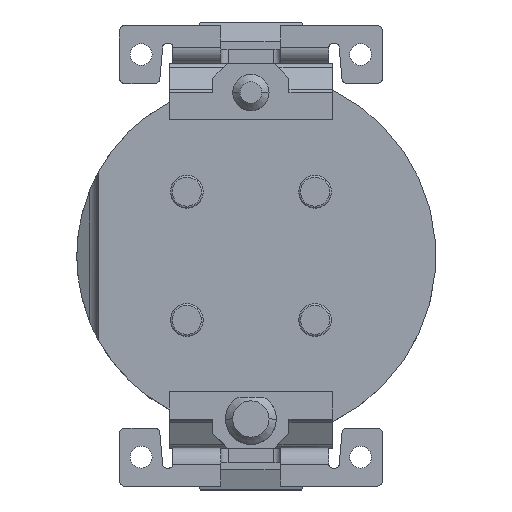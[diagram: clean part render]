
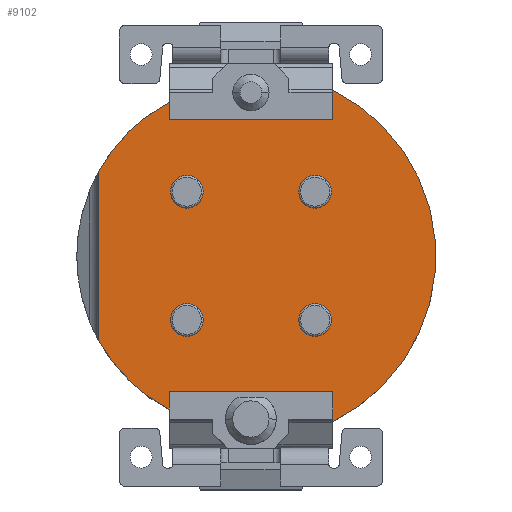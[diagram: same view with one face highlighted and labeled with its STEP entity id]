
A CAD part, top view. The second image highlights one B-rep face of the part: STEP entity #9102.
In plain terms, the highlighted planar face has unit normal (0, 0, 1).
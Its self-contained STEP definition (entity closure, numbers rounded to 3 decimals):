
#13=DIRECTION('',(0.,1.,0.));
#14=VECTOR('',#13,4.648);
#15=CARTESIAN_POINT('',(-4.2,-2.324,-1.2));
#16=LINE('',#15,#14);
#17=DIRECTION('',(0.,-1.,0.));
#18=VECTOR('',#17,0.49);
#19=CARTESIAN_POINT('',(-2.25,4.24,-1.2));
#20=LINE('',#19,#18);
#21=DIRECTION('',(1.,0.,0.));
#22=VECTOR('',#21,4.5);
#23=CARTESIAN_POINT('',(-2.25,3.75,-1.2));
#24=LINE('',#23,#22);
#25=DIRECTION('',(0.,1.,0.));
#26=VECTOR('',#25,0.827);
#27=CARTESIAN_POINT('',(2.25,3.75,-1.2));
#28=LINE('',#27,#26);
#29=DIRECTION('',(0.,1.,0.));
#30=VECTOR('',#29,0.827);
#31=CARTESIAN_POINT('',(2.25,-4.577,-1.2));
#32=LINE('',#31,#30);
#33=DIRECTION('',(-1.,0.,0.));
#34=VECTOR('',#33,4.5);
#35=CARTESIAN_POINT('',(2.25,-3.75,-1.2));
#36=LINE('',#35,#34);
#37=DIRECTION('',(0.,-1.,0.));
#38=VECTOR('',#37,0.49);
#39=CARTESIAN_POINT('',(-2.25,-3.75,-1.2));
#40=LINE('',#39,#38);
#41=CARTESIAN_POINT('',(1.768,-1.768,-1.2));
#42=DIRECTION('',(0.,0.,-1.));
#43=DIRECTION('',(-0.707,-0.707,0.));
#44=AXIS2_PLACEMENT_3D('',#41,#42,#43);
#46=CARTESIAN_POINT('',(1.768,-1.768,-1.2));
#47=DIRECTION('',(0.,0.,-1.));
#48=DIRECTION('',(0.707,0.707,0.));
#49=AXIS2_PLACEMENT_3D('',#46,#47,#48);
#51=CARTESIAN_POINT('',(-1.768,-1.768,-1.2));
#52=DIRECTION('',(0.,0.,-1.));
#53=DIRECTION('',(-0.707,-0.707,0.));
#54=AXIS2_PLACEMENT_3D('',#51,#52,#53);
#56=CARTESIAN_POINT('',(-1.768,-1.768,-1.2));
#57=DIRECTION('',(0.,0.,-1.));
#58=DIRECTION('',(0.707,0.707,0.));
#59=AXIS2_PLACEMENT_3D('',#56,#57,#58);
#61=CARTESIAN_POINT('',(-1.768,1.768,-1.2));
#62=DIRECTION('',(0.,0.,-1.));
#63=DIRECTION('',(-0.707,-0.707,0.));
#64=AXIS2_PLACEMENT_3D('',#61,#62,#63);
#66=CARTESIAN_POINT('',(-1.768,1.768,-1.2));
#67=DIRECTION('',(0.,0.,-1.));
#68=DIRECTION('',(0.707,0.707,0.));
#69=AXIS2_PLACEMENT_3D('',#66,#67,#68);
#71=CARTESIAN_POINT('',(1.768,1.768,-1.2));
#72=DIRECTION('',(0.,0.,-1.));
#73=DIRECTION('',(-0.707,-0.707,0.));
#74=AXIS2_PLACEMENT_3D('',#71,#72,#73);
#76=CARTESIAN_POINT('',(1.768,1.768,-1.2));
#77=DIRECTION('',(0.,0.,-1.));
#78=DIRECTION('',(0.707,0.707,0.));
#79=AXIS2_PLACEMENT_3D('',#76,#77,#78);
#89=CARTESIAN_POINT('',(0.,0.,-1.2));
#90=DIRECTION('',(0.,0.,1.));
#91=DIRECTION('',(-0.875,-0.484,0.));
#92=AXIS2_PLACEMENT_3D('',#89,#90,#91);
#163=CARTESIAN_POINT('',(0.,0.,-1.2));
#164=DIRECTION('',(0.,0.,1.));
#165=DIRECTION('',(-0.469,0.883,0.));
#166=AXIS2_PLACEMENT_3D('',#163,#164,#165);
#370=CARTESIAN_POINT('',(0.,0.,-1.2));
#371=DIRECTION('',(0.,0.,1.));
#372=DIRECTION('',(0.441,-0.897,0.));
#373=AXIS2_PLACEMENT_3D('',#370,#371,#372);
#7286=CARTESIAN_POINT('',(2.25,-3.75,-1.2));
#7287=CARTESIAN_POINT('',(-2.25,-3.75,-1.2));
#7288=VERTEX_POINT('',#7286);
#7289=VERTEX_POINT('',#7287);
#7290=CARTESIAN_POINT('',(-2.25,3.75,-1.2));
#7291=CARTESIAN_POINT('',(2.25,3.75,-1.2));
#7292=VERTEX_POINT('',#7290);
#7293=VERTEX_POINT('',#7291);
#7528=CARTESIAN_POINT('',(-2.25,-4.24,-1.2));
#7530=VERTEX_POINT('',#7528);
#7532=CARTESIAN_POINT('',(-2.25,4.24,-1.2));
#7534=VERTEX_POINT('',#7532);
#8070=CARTESIAN_POINT('',(2.25,-4.577,-1.2));
#8072=VERTEX_POINT('',#8070);
#8075=CARTESIAN_POINT('',(2.25,4.577,-1.2));
#8077=VERTEX_POINT('',#8075);
#8079=CARTESIAN_POINT('',(-4.2,-2.324,-1.2));
#8080=CARTESIAN_POINT('',(-4.2,2.324,-1.2));
#8081=VERTEX_POINT('',#8079);
#8082=VERTEX_POINT('',#8080);
#8987=CARTESIAN_POINT('',(1.485,-2.051,-1.2));
#8988=CARTESIAN_POINT('',(2.051,-1.485,-1.2));
#8989=VERTEX_POINT('',#8987);
#8990=VERTEX_POINT('',#8988);
#9007=CARTESIAN_POINT('',(-2.051,-2.051,-1.2));
#9008=CARTESIAN_POINT('',(-1.485,-1.485,-1.2));
#9009=VERTEX_POINT('',#9007);
#9010=VERTEX_POINT('',#9008);
#9027=CARTESIAN_POINT('',(-2.051,1.485,-1.2));
#9028=CARTESIAN_POINT('',(-1.485,2.051,-1.2));
#9029=VERTEX_POINT('',#9027);
#9030=VERTEX_POINT('',#9028);
#9047=CARTESIAN_POINT('',(1.485,1.485,-1.2));
#9048=CARTESIAN_POINT('',(2.051,2.051,-1.2));
#9049=VERTEX_POINT('',#9047);
#9050=VERTEX_POINT('',#9048);
#9051=CARTESIAN_POINT('',(0.,0.,-1.2));
#9052=DIRECTION('',(0.,0.,1.));
#9053=DIRECTION('',(0.,1.,0.));
#9054=AXIS2_PLACEMENT_3D('',#9051,#9052,#9053);
#9055=PLANE('',#9054);
#9057=ORIENTED_EDGE('',*,*,#9056,.T.);
#9059=ORIENTED_EDGE('',*,*,#9058,.F.);
#9061=ORIENTED_EDGE('',*,*,#9060,.T.);
#9063=ORIENTED_EDGE('',*,*,#9062,.T.);
#9065=ORIENTED_EDGE('',*,*,#9064,.T.);
#9067=ORIENTED_EDGE('',*,*,#9066,.F.);
#9069=ORIENTED_EDGE('',*,*,#9068,.T.);
#9071=ORIENTED_EDGE('',*,*,#9070,.T.);
#9073=ORIENTED_EDGE('',*,*,#9072,.T.);
#9075=ORIENTED_EDGE('',*,*,#9074,.F.);
#9076=EDGE_LOOP('',(#9057,#9059,#9061,#9063,#9065,#9067,#9069,#9071,#9073,
#9075));
#9077=FACE_OUTER_BOUND('',#9076,.F.);
#9079=ORIENTED_EDGE('',*,*,#9078,.F.);
#9081=ORIENTED_EDGE('',*,*,#9080,.F.);
#9082=EDGE_LOOP('',(#9079,#9081));
#9083=FACE_BOUND('',#9082,.F.);
#9085=ORIENTED_EDGE('',*,*,#9084,.F.);
#9087=ORIENTED_EDGE('',*,*,#9086,.F.);
#9088=EDGE_LOOP('',(#9085,#9087));
#9089=FACE_BOUND('',#9088,.F.);
#9091=ORIENTED_EDGE('',*,*,#9090,.F.);
#9093=ORIENTED_EDGE('',*,*,#9092,.F.);
#9094=EDGE_LOOP('',(#9091,#9093));
#9095=FACE_BOUND('',#9094,.F.);
#9097=ORIENTED_EDGE('',*,*,#9096,.F.);
#9099=ORIENTED_EDGE('',*,*,#9098,.F.);
#9100=EDGE_LOOP('',(#9097,#9099));
#9101=FACE_BOUND('',#9100,.F.);
#45=CIRCLE('',#44,0.4);
#50=CIRCLE('',#49,0.4);
#55=CIRCLE('',#54,0.4);
#60=CIRCLE('',#59,0.4);
#65=CIRCLE('',#64,0.4);
#70=CIRCLE('',#69,0.4);
#75=CIRCLE('',#74,0.4);
#80=CIRCLE('',#79,0.4);
#93=CIRCLE('',#92,4.8);
#167=CIRCLE('',#166,4.8);
#374=CIRCLE('',#373,5.1);
#9056=EDGE_CURVE('',#8081,#8082,#16,.T.);
#9058=EDGE_CURVE('',#7534,#8082,#167,.T.);
#9060=EDGE_CURVE('',#7534,#7292,#20,.T.);
#9062=EDGE_CURVE('',#7292,#7293,#24,.T.);
#9064=EDGE_CURVE('',#7293,#8077,#28,.T.);
#9066=EDGE_CURVE('',#8072,#8077,#374,.T.);
#9068=EDGE_CURVE('',#8072,#7288,#32,.T.);
#9070=EDGE_CURVE('',#7288,#7289,#36,.T.);
#9072=EDGE_CURVE('',#7289,#7530,#40,.T.);
#9074=EDGE_CURVE('',#8081,#7530,#93,.T.);
#9078=EDGE_CURVE('',#8989,#8990,#45,.T.);
#9080=EDGE_CURVE('',#8990,#8989,#50,.T.);
#9084=EDGE_CURVE('',#9009,#9010,#55,.T.);
#9086=EDGE_CURVE('',#9010,#9009,#60,.T.);
#9090=EDGE_CURVE('',#9029,#9030,#65,.T.);
#9092=EDGE_CURVE('',#9030,#9029,#70,.T.);
#9096=EDGE_CURVE('',#9049,#9050,#75,.T.);
#9098=EDGE_CURVE('',#9050,#9049,#80,.T.);
#9102=ADVANCED_FACE('',(#9077,#9083,#9089,#9095,#9101),#9055,.T.);
